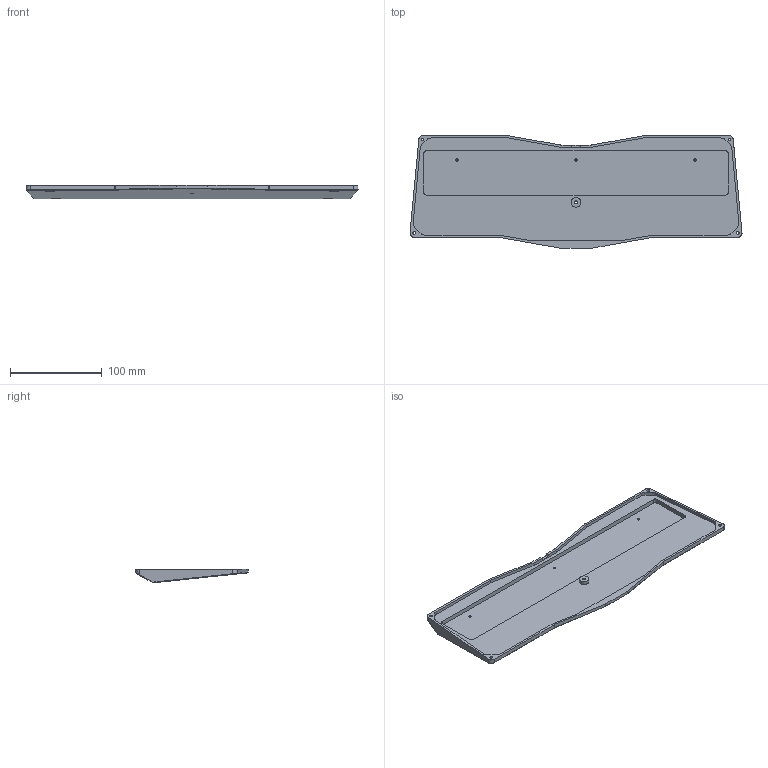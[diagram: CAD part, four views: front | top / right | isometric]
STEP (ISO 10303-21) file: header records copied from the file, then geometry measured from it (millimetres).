
FILE_DESCRIPTION(/* description */ (''),/* implementation_level */ '2;1');
FILE_NAME(/* name */ 'ExportBottomCase.step',/* time_stamp */ '2020-05-23T19:31:00+02:00',/* author */ (''),/* organization */ (''),/* preprocessor_version */ 'ST-DEVELOPER v18.1',/* originating_system */ 'Autodesk Translation Framework v9.3.0.1241',/* authorisation */ '');
FILE_SCHEMA (('AUTOMOTIVE_DESIGN { 1 0 10303 214 3 1 1 }'));
Length unit declared in the file: millimetre
Products named in the file (1): ExportBottomCase
Bounding box: 362.67 x 122.91 x 14.85 mm (x, y, z)
Volume: 179494.9 mm3; surface area: 93115.1 mm2
Topology: 1 solids, 1 shells, 140 faces, 348 edges, 221 vertices
Faces by surface type: plane 67, cylinder 46, bspline 24, cone 3
Full cylindrical faces by diameter (mm): 2.529 x3, 2.9 x5, 5 x5, 10 x4, 10.7 x1
Entity records: 4537 total; most frequent: CARTESIAN_POINT 1259, ORIENTED_EDGE 690, DIRECTION 611, EDGE_CURVE 345, VERTEX_POINT 221, LINE 217, VECTOR 217, AXIS2_PLACEMENT_3D 197
